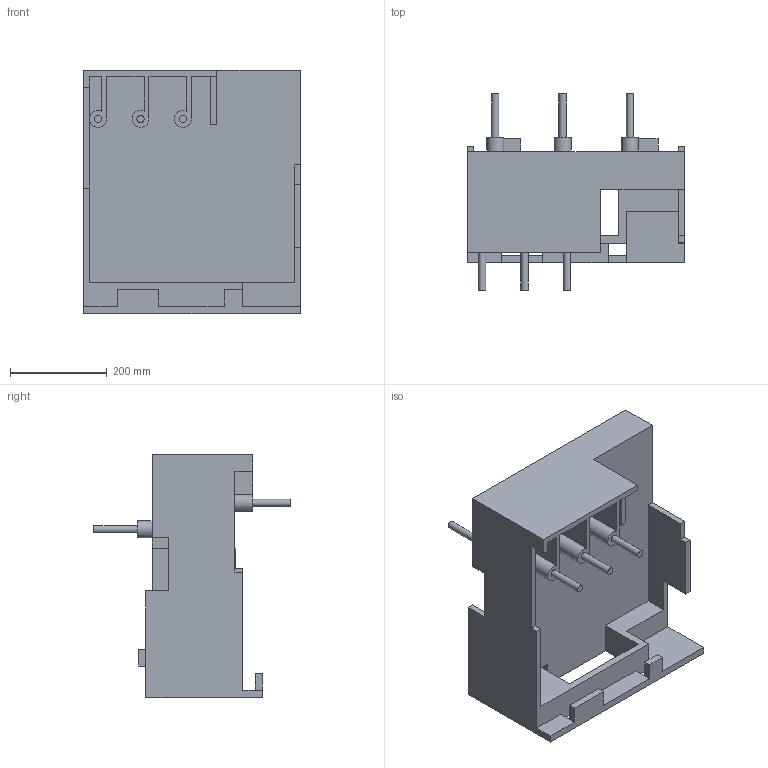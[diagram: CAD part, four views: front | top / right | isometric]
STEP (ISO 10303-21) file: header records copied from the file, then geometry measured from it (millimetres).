
FILE_DESCRIPTION((' '),'2;1');
FILE_NAME('KT7-25S-PEM12_3D.stp','2012-04-03T16:31:58',(' '),(' '),' ','ACIS',' ');
FILE_SCHEMA(('CONFIG_CONTROL_DESIGN'));
Length unit declared in the file: millimetre
Products named in the file (1): KT7-25S-PEM12_3D.stp
Bounding box: 447.5 x 405 x 501.5 mm (x, y, z)
Volume: 13333923 mm3; surface area: 1305583.5 mm2
Topology: 1 solids, 1 shells, 126 faces, 340 edges, 223 vertices
Faces by surface type: plane 114, cylinder 12
Full cylindrical faces by diameter (mm): 15 x6, 35 x3
Entity records: 3962 total; most frequent: CARTESIAN_POINT 682, ORIENTED_EDGE 664, DIRECTION 611, EDGE_CURVE 332, VECTOR 307, LINE 307, VERTEX_POINT 223, AXIS2_PLACEMENT_3D 152
